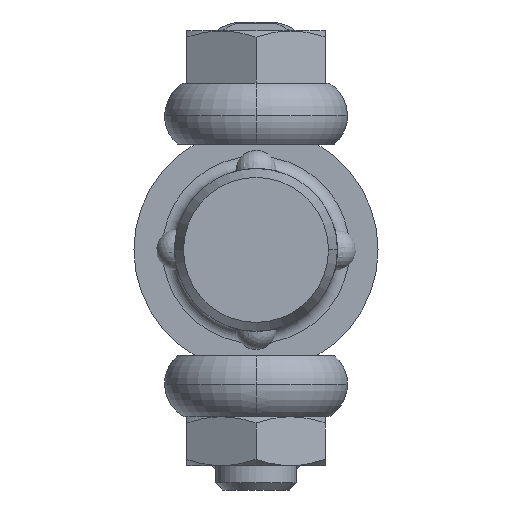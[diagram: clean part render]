
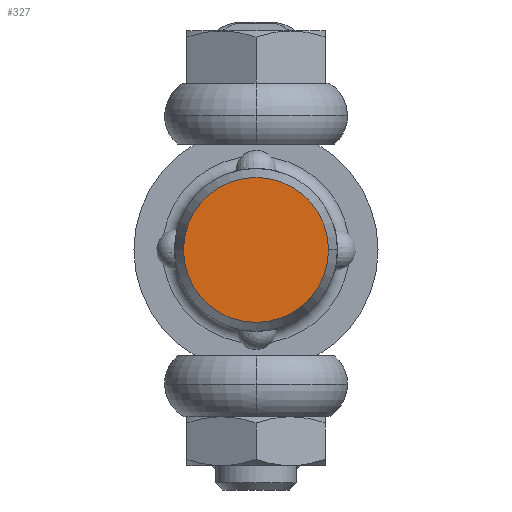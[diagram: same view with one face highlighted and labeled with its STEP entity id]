
A CAD part, left-side view. The second image highlights one B-rep face of the part: STEP entity #327.
In plain terms, the highlighted planar face has unit normal (-1, 0, 0).
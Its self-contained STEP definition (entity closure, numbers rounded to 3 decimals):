
#327=ADVANCED_FACE('',(#788),#789,.T.);
#788=FACE_OUTER_BOUND('',#3943,.T.);
#789=PLANE('',#3944);
#3943=EDGE_LOOP('',(#10625,#10626));
#3944=AXIS2_PLACEMENT_3D('',#10627,#10628,#10629);
#10625=ORIENTED_EDGE('',*,*,#11981,.F.);
#10626=ORIENTED_EDGE('',*,*,#12121,.F.);
#10627=CARTESIAN_POINT('',(-94.7,-4.454,0.0));
#10628=DIRECTION('',(-1.0,0.0,0.0));
#10629=DIRECTION('',(0.0,1.0,0.0));
#11981=EDGE_CURVE('',#12691,#12694,#12695,.T.);
#12121=EDGE_CURVE('',#12694,#12691,#12931,.T.);
#12691=VERTEX_POINT('',#13864);
#12694=VERTEX_POINT('',#13868);
#12695=CIRCLE('',#13869,8.908);
#12931=CIRCLE('',#14599,8.908);
#13864=CARTESIAN_POINT('',(-94.7,-8.908,0.0));
#13868=CARTESIAN_POINT('',(-94.7,8.908,0.));
#13869=AXIS2_PLACEMENT_3D('',#16108,#16109,#16110);
#14599=AXIS2_PLACEMENT_3D('',#16284,#16285,#16286);
#16108=CARTESIAN_POINT('',(-94.7,0.0,0.0));
#16109=DIRECTION('',(1.0,0.0,0.0));
#16110=DIRECTION('',(0.0,-1.0,0.0));
#16284=CARTESIAN_POINT('',(-94.7,0.0,0.0));
#16285=DIRECTION('',(1.0,0.0,0.0));
#16286=DIRECTION('',(0.0,-1.0,0.0));
